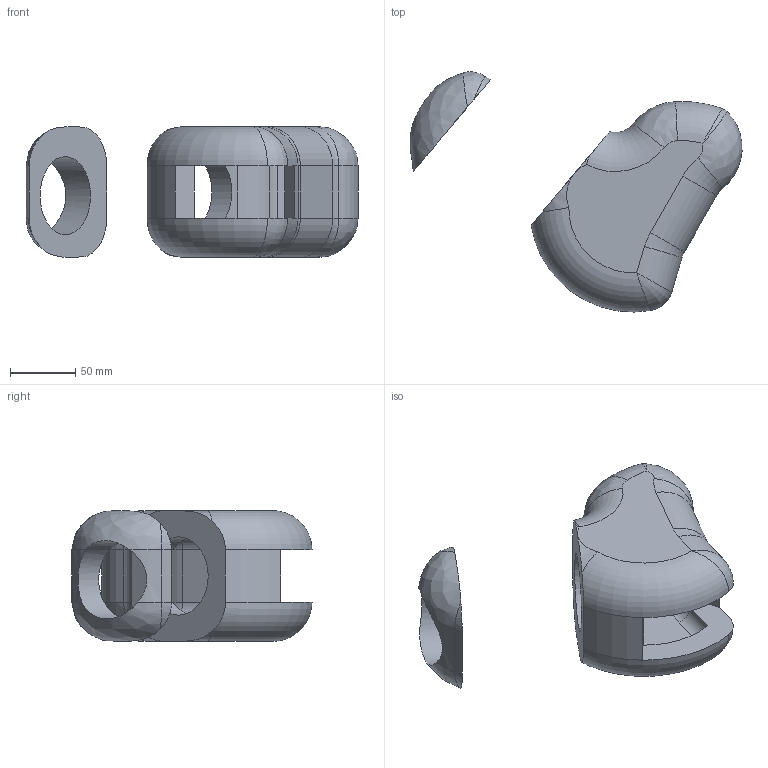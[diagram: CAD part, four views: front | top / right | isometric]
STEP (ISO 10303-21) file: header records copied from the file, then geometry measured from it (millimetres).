
FILE_DESCRIPTION(/* description */ (''),/* implementation_level */ '2;1');
FILE_NAME(/* name */ 'Unicorn Lamp Head Updated.step',/* time_stamp */ '2025-08-03T19:01:10-04:00',/* author */ (''),/* organization */ (''),/* preprocessor_version */ 'ST-DEVELOPER v20.1',/* originating_system */ 'Autodesk Translation Framework v14.10.0.0',/* authorisation */ '');
FILE_SCHEMA (('AUTOMOTIVE_DESIGN { 1 0 10303 214 3 1 1 }'));
Length unit declared in the file: centimetre
Products named in the file (1): 2025-07-27-21-48-17-898
Bounding box: 254.47 x 183.99 x 100 mm (x, y, z)
Volume: 976330.5 mm3; surface area: 121226.4 mm2
Topology: 2 solids, 2 shells, 93 faces, 230 edges, 133 vertices
Faces by surface type: cylinder 30, torus 26, bspline 20, plane 16, cone 1
Full cylindrical faces by diameter (mm): 60 x2
Entity records: 3722 total; most frequent: CARTESIAN_POINT 1617, ORIENTED_EDGE 448, DIRECTION 428, EDGE_CURVE 224, AXIS2_PLACEMENT_3D 183, VERTEX_POINT 133, CIRCLE 109, EDGE_LOOP 95
